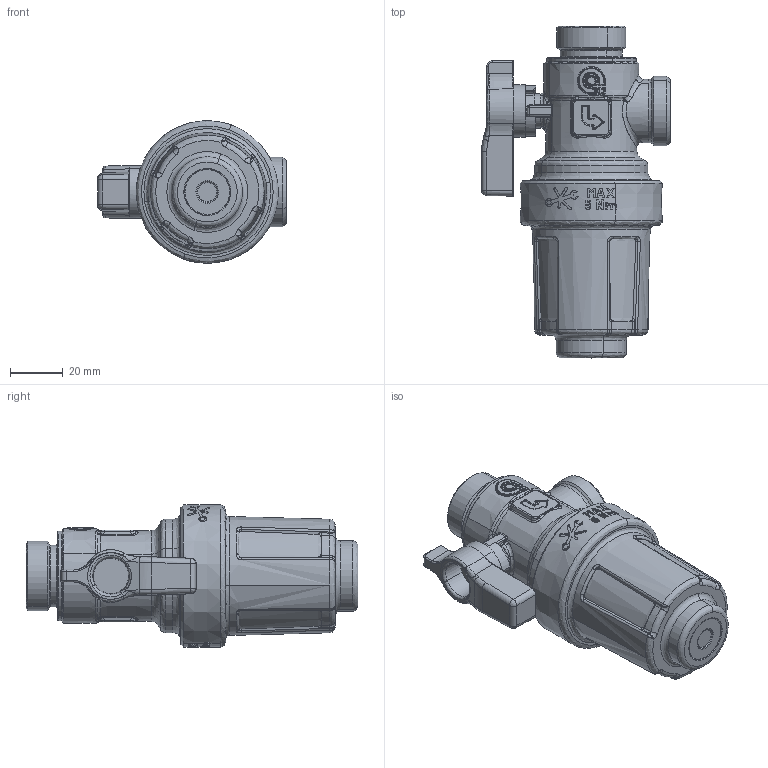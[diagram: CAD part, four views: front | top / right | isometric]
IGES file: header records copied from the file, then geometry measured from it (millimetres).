
Start section: START RECORD GO HERE.
Global section: file name: IGES_545900_-_TST.igs; native system: DASSAULT SYSTEMES CATIA Version 5-6 Release 2016 - www.3ds.com; preprocessor: V5-6R2016_5.26.4.0.01-18-2017.20.00; author: advantage; organization: CALEFFI; date: 20190116.160633; units: millimetre
Bounding box: 71.6 x 125.9 x 53.98 mm (x, y, z)
Surface area: 25447.4 mm2 (no closed solid volume)
Topology: 0 solids, 0 shells, 1227 faces, 6015 edges, 5966 vertices
Faces by surface type: revolution 481, bspline 361, plane 349, extrusion 36
